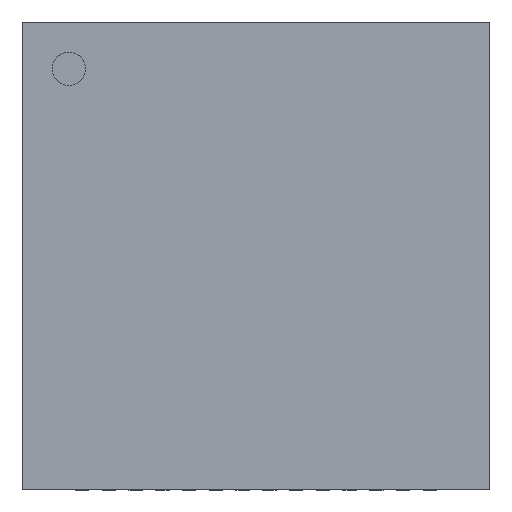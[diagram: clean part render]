
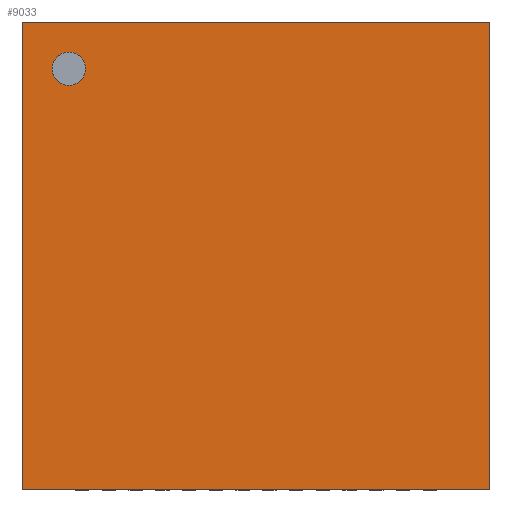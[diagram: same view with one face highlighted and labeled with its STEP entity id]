
A CAD part, top view. The second image highlights one B-rep face of the part: STEP entity #9033.
In plain terms, the highlighted planar face has unit normal (0, 0, 1).
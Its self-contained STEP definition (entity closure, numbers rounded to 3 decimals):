
#2265 = EDGE_CURVE('',#2266,#2268,#2270,.T.);
#2266 = VERTEX_POINT('',#2267);
#2267 = CARTESIAN_POINT('',(-3.49,3.49,0.92));
#2268 = VERTEX_POINT('',#2269);
#2269 = CARTESIAN_POINT('',(3.49,3.49,0.92));
#2270 = LINE('',#2271,#2272);
#2271 = CARTESIAN_POINT('',(-3.49,3.49,0.92));
#2272 = VECTOR('',#2273,1.);
#2273 = DIRECTION('',(1.,0.,0.));
#2940 = VERTEX_POINT('',#2941);
#2941 = CARTESIAN_POINT('',(-3.49,-3.49,0.92));
#2947 = EDGE_CURVE('',#2266,#2940,#2948,.T.);
#2948 = LINE('',#2949,#2950);
#2949 = CARTESIAN_POINT('',(-3.49,3.49,0.92));
#2950 = VECTOR('',#2951,1.);
#2951 = DIRECTION('',(0.,-1.,0.));
#5610 = EDGE_CURVE('',#2268,#5611,#5613,.T.);
#5611 = VERTEX_POINT('',#5612);
#5612 = CARTESIAN_POINT('',(3.49,-3.49,0.92));
#5613 = LINE('',#5614,#5615);
#5614 = CARTESIAN_POINT('',(3.49,3.49,0.92));
#5615 = VECTOR('',#5616,1.);
#5616 = DIRECTION('',(0.,-1.,0.));
#5954 = EDGE_CURVE('',#2940,#5611,#5955,.T.);
#5955 = LINE('',#5956,#5957);
#5956 = CARTESIAN_POINT('',(-3.49,-3.49,0.92));
#5957 = VECTOR('',#5958,1.);
#5958 = DIRECTION('',(1.,0.,0.));
#9033 = ADVANCED_FACE('',(#9034,#9040),#9051,.T.);
#9034 = FACE_BOUND('',#9035,.T.);
#9035 = EDGE_LOOP('',(#9036,#9037,#9038,#9039));
#9036 = ORIENTED_EDGE('',*,*,#2265,.F.);
#9037 = ORIENTED_EDGE('',*,*,#2947,.T.);
#9038 = ORIENTED_EDGE('',*,*,#5954,.T.);
#9039 = ORIENTED_EDGE('',*,*,#5610,.F.);
#9040 = FACE_BOUND('',#9041,.T.);
#9041 = EDGE_LOOP('',(#9042));
#9042 = ORIENTED_EDGE('',*,*,#9043,.T.);
#9043 = EDGE_CURVE('',#9044,#9044,#9046,.T.);
#9044 = VERTEX_POINT('',#9045);
#9045 = CARTESIAN_POINT('',(-2.8,3.05,0.92));
#9046 = CIRCLE('',#9047,0.25);
#9047 = AXIS2_PLACEMENT_3D('',#9048,#9049,#9050);
#9048 = CARTESIAN_POINT('',(-2.8,2.8,0.92));
#9049 = DIRECTION('',(0.,0.,-1.));
#9050 = DIRECTION('',(0.,-1.,-0.));
#9051 = PLANE('',#9052);
#9052 = AXIS2_PLACEMENT_3D('',#9053,#9054,#9055);
#9053 = CARTESIAN_POINT('',(-3.49,3.49,0.92));
#9054 = DIRECTION('',(0.,0.,1.));
#9055 = DIRECTION('',(0.,-1.,0.));
